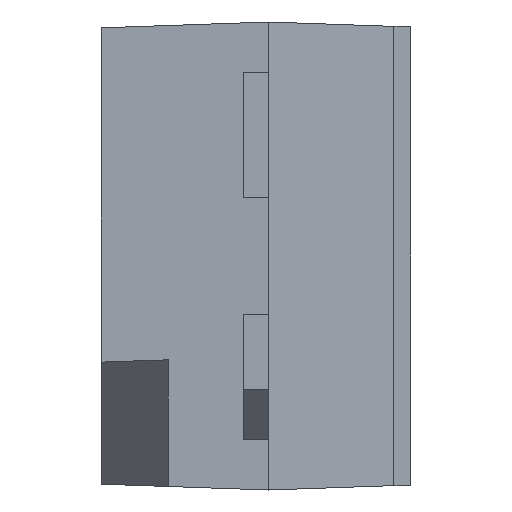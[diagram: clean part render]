
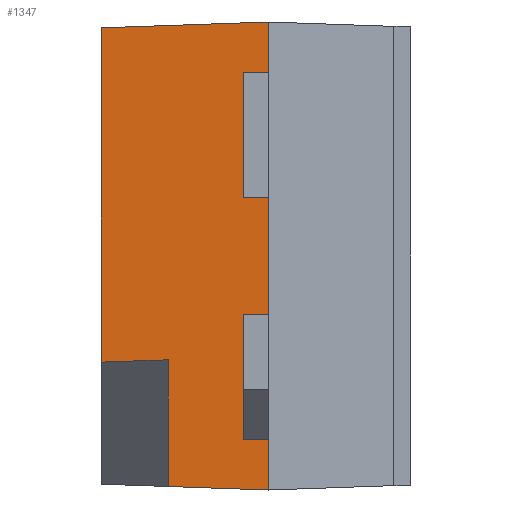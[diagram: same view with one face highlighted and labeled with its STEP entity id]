
A CAD part, left-side view. The second image highlights one B-rep face of the part: STEP entity #1347.
In plain terms, the highlighted planar face has unit normal (-0.999, 0.035, 0).
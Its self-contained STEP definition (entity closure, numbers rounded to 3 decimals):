
#3 = DIRECTION ( 'NONE',  ( 0.035, 0.999, 0. ) ) ;
#30 = CARTESIAN_POINT ( 'NONE',  ( -1.6, 0., 1.1 ) ) ;
#38 = LINE ( 'NONE', #1653, #1625 ) ;
#94 = ORIENTED_EDGE ( 'NONE', *, *, #863, .T. ) ;
#110 = CARTESIAN_POINT ( 'NONE',  ( -1.565, 1., 1.365 ) ) ;
#121 = VERTEX_POINT ( 'NONE', #965 ) ;
#131 = VECTOR ( 'NONE', #1681, 1000. ) ;
#138 = EDGE_CURVE ( 'NONE', #1962, #566, #1133, .T. ) ;
#226 = PLANE ( 'NONE',  #1076 ) ;
#270 = FACE_OUTER_BOUND ( 'NONE', #1176, .T. ) ;
#290 = EDGE_CURVE ( 'NONE', #1542, #593, #1977, .T. ) ;
#300 = CARTESIAN_POINT ( 'NONE',  ( -1.6, 0., 1.4 ) ) ;
#316 = DIRECTION ( 'NONE',  ( 0., 0., 1. ) ) ;
#322 = VECTOR ( 'NONE', #1183, 1000. ) ;
#329 = CARTESIAN_POINT ( 'NONE',  ( -1.6, 0., -1.1 ) ) ;
#377 = VECTOR ( 'NONE', #389, 1000. ) ;
#383 = EDGE_CURVE ( 'NONE', #1381, #121, #500, .T. ) ;
#389 = DIRECTION ( 'NONE',  ( 0., 0., 1. ) ) ;
#396 = CARTESIAN_POINT ( 'NONE',  ( -1.596, 0.111, 1.396 ) ) ;
#419 = CARTESIAN_POINT ( 'NONE',  ( -1.6, 0., 0.35 ) ) ;
#430 = CARTESIAN_POINT ( 'NONE',  ( -1.602, -0.07, -0.598 ) ) ;
#434 = EDGE_CURVE ( 'NONE', #1853, #1617, #1329, .T. ) ;
#441 = VERTEX_POINT ( 'NONE', #1830 ) ;
#454 = CARTESIAN_POINT ( 'NONE',  ( -1.579, 0.6, -0.621 ) ) ;
#475 = LINE ( 'NONE', #951, #1420 ) ;
#500 = LINE ( 'NONE', #1980, #131 ) ;
#513 = CARTESIAN_POINT ( 'NONE',  ( -1.6, 0., -1.1 ) ) ;
#523 = LINE ( 'NONE', #419, #322 ) ;
#540 = CARTESIAN_POINT ( 'NONE',  ( -1.565, 1., 1.4 ) ) ;
#551 = LINE ( 'NONE', #1186, #1601 ) ;
#553 = CARTESIAN_POINT ( 'NONE',  ( -1.6, 0., 1.4 ) ) ;
#556 = VECTOR ( 'NONE', #1510, 1000. ) ;
#558 = EDGE_CURVE ( 'NONE', #1315, #566, #475, .T. ) ;
#566 = VERTEX_POINT ( 'NONE', #649 ) ;
#593 = VERTEX_POINT ( 'NONE', #300 ) ;
#596 = DIRECTION ( 'NONE',  ( 0., 0., 1. ) ) ;
#639 = ORIENTED_EDGE ( 'NONE', *, *, #1678, .F. ) ;
#649 = CARTESIAN_POINT ( 'NONE',  ( -1.595, 0.15, 1.1 ) ) ;
#693 = DIRECTION ( 'NONE',  ( 0., 0., 1. ) ) ;
#724 = CARTESIAN_POINT ( 'NONE',  ( -1.6, 0., -1.4 ) ) ;
#725 = CARTESIAN_POINT ( 'NONE',  ( -1.6, 0., 1.4 ) ) ;
#760 = VERTEX_POINT ( 'NONE', #1914 ) ;
#777 = VERTEX_POINT ( 'NONE', #724 ) ;
#795 = ORIENTED_EDGE ( 'NONE', *, *, #383, .T. ) ;
#858 = EDGE_CURVE ( 'NONE', #1853, #1542, #1275, .T. ) ;
#863 = EDGE_CURVE ( 'NONE', #777, #1027, #871, .T. ) ;
#871 = LINE ( 'NONE', #553, #1354 ) ;
#892 = VECTOR ( 'NONE', #1957, 1000. ) ;
#905 = ORIENTED_EDGE ( 'NONE', *, *, #981, .F. ) ;
#951 = CARTESIAN_POINT ( 'NONE',  ( -1.6, 0., 1.1 ) ) ;
#965 = CARTESIAN_POINT ( 'NONE',  ( -1.595, 0.15, -0.35 ) ) ;
#981 = EDGE_CURVE ( 'NONE', #1962, #1969, #523, .T. ) ;
#998 = DIRECTION ( 'NONE',  ( -0.035, -0.999, 0. ) ) ;
#1004 = ORIENTED_EDGE ( 'NONE', *, *, #1447, .F. ) ;
#1013 = EDGE_CURVE ( 'NONE', #1315, #593, #38, .T. ) ;
#1027 = VERTEX_POINT ( 'NONE', #329 ) ;
#1029 = CARTESIAN_POINT ( 'NONE',  ( -1.6, 0., -0.35 ) ) ;
#1030 = DIRECTION ( 'NONE',  ( -0.035, -0.999, 0.035 ) ) ;
#1031 = LINE ( 'NONE', #513, #1648 ) ;
#1076 = AXIS2_PLACEMENT_3D ( 'NONE', #725, #1782, #998 ) ;
#1109 = VECTOR ( 'NONE', #1030, 1000. ) ;
#1133 = LINE ( 'NONE', #1160, #1357 ) ;
#1160 = CARTESIAN_POINT ( 'NONE',  ( -1.595, 0.15, 1.4 ) ) ;
#1164 = CARTESIAN_POINT ( 'NONE',  ( -1.595, 0.15, 0.35 ) ) ;
#1176 = EDGE_LOOP ( 'NONE', ( #905, #1525, #1966, #1195, #1704, #1964, #1400, #639, #1610, #94, #1340, #795, #1004, #1238 ) ) ;
#1183 = DIRECTION ( 'NONE',  ( -0.035, -0.999, 0. ) ) ;
#1186 = CARTESIAN_POINT ( 'NONE',  ( -1.597, 0.098, -1.397 ) ) ;
#1195 = ORIENTED_EDGE ( 'NONE', *, *, #1013, .T. ) ;
#1238 = ORIENTED_EDGE ( 'NONE', *, *, #1565, .T. ) ;
#1275 = LINE ( 'NONE', #540, #377 ) ;
#1300 = LINE ( 'NONE', #1970, #1551 ) ;
#1315 = VERTEX_POINT ( 'NONE', #30 ) ;
#1329 = LINE ( 'NONE', #430, #556 ) ;
#1340 = ORIENTED_EDGE ( 'NONE', *, *, #1906, .F. ) ;
#1347 = ADVANCED_FACE ( 'NONE', ( #270 ), #226, .T. ) ;
#1354 = VECTOR ( 'NONE', #1621, 1000. ) ;
#1357 = VECTOR ( 'NONE', #693, 1000. ) ;
#1381 = VERTEX_POINT ( 'NONE', #1900 ) ;
#1400 = ORIENTED_EDGE ( 'NONE', *, *, #434, .T. ) ;
#1417 = CARTESIAN_POINT ( 'NONE',  ( -1.565, 1., -0.635 ) ) ;
#1420 = VECTOR ( 'NONE', #3, 1000. ) ;
#1447 = EDGE_CURVE ( 'NONE', #441, #121, #1791, .T. ) ;
#1470 = VECTOR ( 'NONE', #596, 1000. ) ;
#1491 = CARTESIAN_POINT ( 'NONE',  ( -1.6, 0., 0.35 ) ) ;
#1499 = DIRECTION ( 'NONE',  ( -0.035, -0.999, -0.035 ) ) ;
#1510 = DIRECTION ( 'NONE',  ( -0.035, -0.999, 0.035 ) ) ;
#1514 = CARTESIAN_POINT ( 'NONE',  ( -1.6, 0., 1.4 ) ) ;
#1519 = EDGE_CURVE ( 'NONE', #760, #777, #551, .T. ) ;
#1525 = ORIENTED_EDGE ( 'NONE', *, *, #138, .T. ) ;
#1542 = VERTEX_POINT ( 'NONE', #110 ) ;
#1551 = VECTOR ( 'NONE', #1671, 1000. ) ;
#1565 = EDGE_CURVE ( 'NONE', #441, #1969, #1767, .T. ) ;
#1601 = VECTOR ( 'NONE', #1499, 1000. ) ;
#1610 = ORIENTED_EDGE ( 'NONE', *, *, #1519, .T. ) ;
#1617 = VERTEX_POINT ( 'NONE', #454 ) ;
#1621 = DIRECTION ( 'NONE',  ( 0., 0., 1. ) ) ;
#1625 = VECTOR ( 'NONE', #316, 1000. ) ;
#1648 = VECTOR ( 'NONE', #1881, 1000. ) ;
#1653 = CARTESIAN_POINT ( 'NONE',  ( -1.6, 0., 1.4 ) ) ;
#1671 = DIRECTION ( 'NONE',  ( 0., 0., 1. ) ) ;
#1678 = EDGE_CURVE ( 'NONE', #760, #1617, #1300, .T. ) ;
#1681 = DIRECTION ( 'NONE',  ( 0., 0., 1. ) ) ;
#1704 = ORIENTED_EDGE ( 'NONE', *, *, #290, .F. ) ;
#1767 = LINE ( 'NONE', #1514, #1470 ) ;
#1782 = DIRECTION ( 'NONE',  ( -0.999, 0.035, 0. ) ) ;
#1791 = LINE ( 'NONE', #1029, #892 ) ;
#1830 = CARTESIAN_POINT ( 'NONE',  ( -1.6, 0., -0.35 ) ) ;
#1853 = VERTEX_POINT ( 'NONE', #1417 ) ;
#1881 = DIRECTION ( 'NONE',  ( -0.035, -0.999, 0. ) ) ;
#1900 = CARTESIAN_POINT ( 'NONE',  ( -1.595, 0.15, -1.1 ) ) ;
#1906 = EDGE_CURVE ( 'NONE', #1381, #1027, #1031, .T. ) ;
#1914 = CARTESIAN_POINT ( 'NONE',  ( -1.579, 0.6, -1.379 ) ) ;
#1957 = DIRECTION ( 'NONE',  ( 0.035, 0.999, 0. ) ) ;
#1962 = VERTEX_POINT ( 'NONE', #1164 ) ;
#1964 = ORIENTED_EDGE ( 'NONE', *, *, #858, .F. ) ;
#1966 = ORIENTED_EDGE ( 'NONE', *, *, #558, .F. ) ;
#1969 = VERTEX_POINT ( 'NONE', #1491 ) ;
#1970 = CARTESIAN_POINT ( 'NONE',  ( -1.579, 0.6, 1.4 ) ) ;
#1977 = LINE ( 'NONE', #396, #1109 ) ;
#1980 = CARTESIAN_POINT ( 'NONE',  ( -1.595, 0.15, 1.4 ) ) ;
